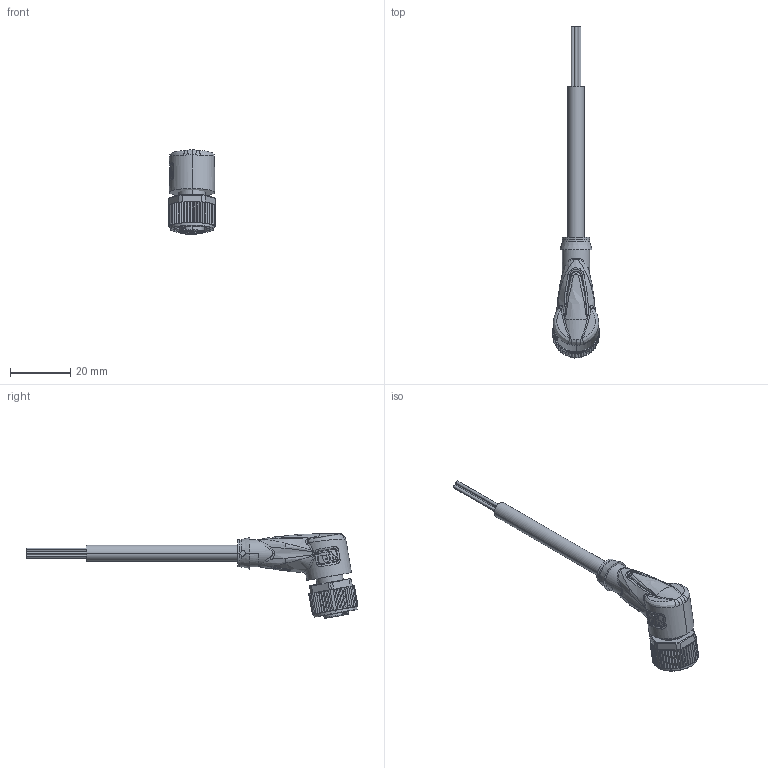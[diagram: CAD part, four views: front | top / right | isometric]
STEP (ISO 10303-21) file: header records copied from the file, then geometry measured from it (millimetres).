
FILE_DESCRIPTION(('STEP AP214'),'1');
FILE_NAME('cctmp_F0070424-8F54-4A12-A03D-D6195FD59D7C_2022_04_27_10_46_57_0721..stp','2022-04-27T08:47:02',('KiM GmbH'),('CADClick - www.CADClick.com'),'Spatial InterOp 3D postprocessed',' ','unknown authorization');
FILE_SCHEMA(('AUTOMOTIVE_DESIGN'));
Length unit declared in the file: millimetre
Products named in the file (8): T197827_1; Connection2; Cable; Connection1; Connection1_3; Connection1_2; Connection1_1; T197827
Assembly tree (7 placements, depth 4):
  T197827
    T197827_1
      Connection2
      Cable
      Connection1
        Connection1_3
        Connection1_2
        Connection1_1
Bounding box: 15.4 x 109.86 x 28.05 mm (x, y, z)
Volume: 7718.6 mm3; surface area: 5914.3 mm2
Topology: 12 solids, 34 shells, 1189 faces, 2991 edges, 1878 vertices
Faces by surface type: plane 511, cylinder 278, torus 178, bspline 154, cone 64, sphere 4
Entity records: 57582 total; most frequent: CARTESIAN_POINT 26263, ORIENTED_EDGE 5916, DIRECTION 5457, EDGE_CURVE 2980, AXIS2_PLACEMENT_3D 2016, VERTEX_POINT 1878, LINE 1425, VECTOR 1425
